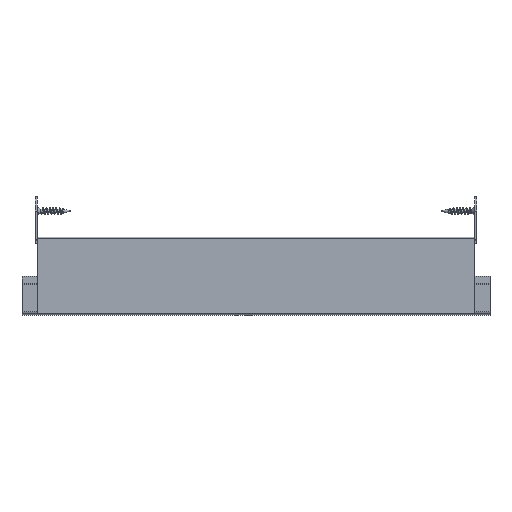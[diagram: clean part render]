
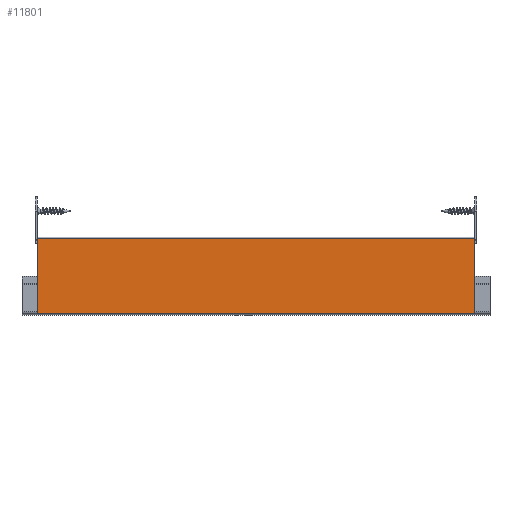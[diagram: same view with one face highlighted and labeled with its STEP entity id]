
A CAD part, left-side view. The second image highlights one B-rep face of the part: STEP entity #11801.
In plain terms, the highlighted planar face has unit normal (-1, 0, 0).
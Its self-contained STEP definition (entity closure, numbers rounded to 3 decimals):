
#1186=ORIENTED_EDGE('',*,*,#4645,.F.);
#1187=ORIENTED_EDGE('',*,*,#4720,.F.);
#1188=ORIENTED_EDGE('',*,*,#4721,.T.);
#1189=ORIENTED_EDGE('',*,*,#4722,.T.);
#4645=EDGE_CURVE('',#6433,#6434,#7623,.T.);
#4720=EDGE_CURVE('',#6482,#6433,#7685,.T.);
#4721=EDGE_CURVE('',#6482,#6483,#7686,.T.);
#4722=EDGE_CURVE('',#6483,#6434,#7687,.T.);
#6433=VERTEX_POINT('',#16618);
#6434=VERTEX_POINT('',#16620);
#6482=VERTEX_POINT('',#16766);
#6483=VERTEX_POINT('',#16770);
#7623=LINE('',#16619,#8683);
#7685=LINE('',#16767,#8745);
#7686=LINE('',#16769,#8746);
#7687=LINE('',#16771,#8747);
#8683=VECTOR('',#13777,1000.);
#8745=VECTOR('',#13913,1000.);
#8746=VECTOR('',#13916,1000.);
#8747=VECTOR('',#13917,1000.);
#9757=EDGE_LOOP('',(#1186,#1187,#1188,#1189));
#10539=FACE_BOUND('',#9757,.T.);
#11316=PLANE('',#12913);
#11801=ADVANCED_FACE('',(#10539),#11316,.T.);
#12913=AXIS2_PLACEMENT_3D('',#16768,#13914,#13915);
#13777=DIRECTION('',(0.,0.,-1.));
#13913=DIRECTION('',(0.,-1.,0.));
#13914=DIRECTION('',(-1.,0.,0.));
#13915=DIRECTION('',(0.,0.,1.));
#13916=DIRECTION('',(0.,0.,-1.));
#13917=DIRECTION('',(0.,-1.,0.));
#16618=CARTESIAN_POINT('',(-6.,0.,21.733));
#16619=CARTESIAN_POINT('',(-6.,0.,21.733));
#16620=CARTESIAN_POINT('',(-6.,0.,-12.767));
#16766=CARTESIAN_POINT('',(-6.,200.,21.733));
#16767=CARTESIAN_POINT('',(-6.,200.,21.733));
#16768=CARTESIAN_POINT('',(-6.,200.,21.733));
#16769=CARTESIAN_POINT('',(-6.,200.,21.733));
#16770=CARTESIAN_POINT('',(-6.,200.,-12.767));
#16771=CARTESIAN_POINT('',(-6.,200.,-12.767));
